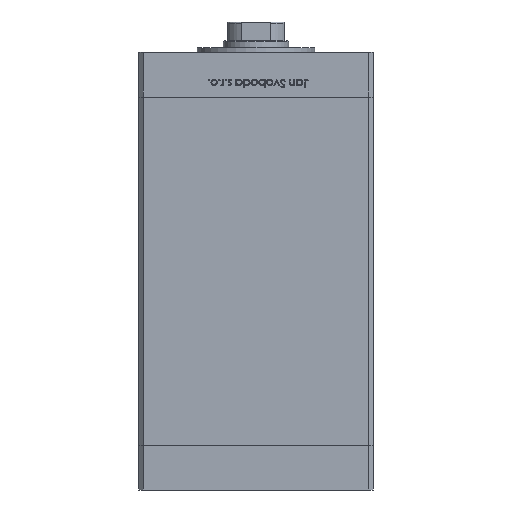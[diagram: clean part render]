
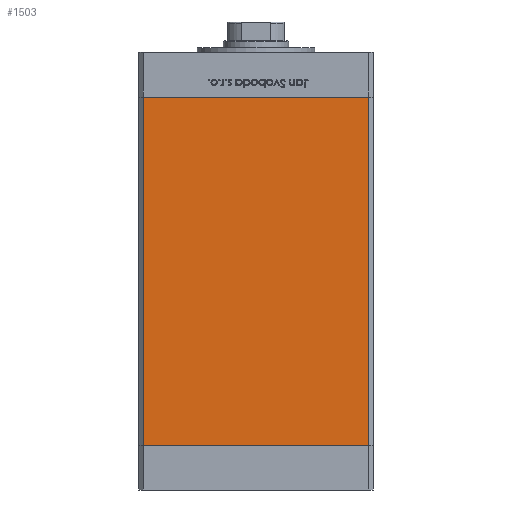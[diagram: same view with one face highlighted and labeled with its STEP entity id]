
A CAD part, front view. The second image highlights one B-rep face of the part: STEP entity #1503.
In plain terms, the highlighted planar face has unit normal (0, -1, 0).
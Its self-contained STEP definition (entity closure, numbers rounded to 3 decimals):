
#1053 = VERTEX_POINT ( 'NONE', #3790 ) ;
#1503 = ADVANCED_FACE ( 'NONE', ( #39871 ), #11132, .F. ) ;
#2697 = DIRECTION ( 'NONE',  ( 0., 0., -1. ) ) ;
#3722 = CARTESIAN_POINT ( 'NONE',  ( -48., -43.5, 148.5 ) ) ;
#3730 = DIRECTION ( 'NONE',  ( 0., 0., 1. ) ) ;
#3790 = CARTESIAN_POINT ( 'NONE',  ( 48., -43.5, 0. ) ) ;
#4630 = CARTESIAN_POINT ( 'NONE',  ( -48., -43.5, 148.5 ) ) ;
#7813 = LINE ( 'NONE', #4630, #21253 ) ;
#8233 = VECTOR ( 'NONE', #10237, 1000. ) ;
#8323 = DIRECTION ( 'NONE',  ( 1., 0., 0. ) ) ;
#9003 = EDGE_CURVE ( 'NONE', #11198, #1053, #29744, .T. ) ;
#10237 = DIRECTION ( 'NONE',  ( 1., 0., 0. ) ) ;
#10530 = CARTESIAN_POINT ( 'NONE',  ( 48., -43.5, 148.5 ) ) ;
#10936 = ORIENTED_EDGE ( 'NONE', *, *, #9003, .T. ) ;
#11132 = PLANE ( 'NONE',  #25230 ) ;
#11198 = VERTEX_POINT ( 'NONE', #41322 ) ;
#17729 = VERTEX_POINT ( 'NONE', #30623 ) ;
#21253 = VECTOR ( 'NONE', #8323, 1000. ) ;
#22734 = LINE ( 'NONE', #38834, #48455 ) ;
#24243 = ORIENTED_EDGE ( 'NONE', *, *, #43755, .F. ) ;
#25230 = AXIS2_PLACEMENT_3D ( 'NONE', #39615, #43046, #3730 ) ;
#26861 = DIRECTION ( 'NONE',  ( 0., 0., -1. ) ) ;
#29744 = LINE ( 'NONE', #34226, #8233 ) ;
#30623 = CARTESIAN_POINT ( 'NONE',  ( 48., -43.5, 148.5 ) ) ;
#31197 = EDGE_LOOP ( 'NONE', ( #10936, #24243, #31663, #34563 ) ) ;
#31663 = ORIENTED_EDGE ( 'NONE', *, *, #51592, .F. ) ;
#34226 = CARTESIAN_POINT ( 'NONE',  ( -48., -43.5, 0. ) ) ;
#34563 = ORIENTED_EDGE ( 'NONE', *, *, #34576, .T. ) ;
#34576 = EDGE_CURVE ( 'NONE', #37772, #11198, #22734, .T. ) ;
#37772 = VERTEX_POINT ( 'NONE', #3722 ) ;
#38834 = CARTESIAN_POINT ( 'NONE',  ( -48., -43.5, 148.5 ) ) ;
#39615 = CARTESIAN_POINT ( 'NONE',  ( -48., -43.5, 148.5 ) ) ;
#39871 = FACE_OUTER_BOUND ( 'NONE', #31197, .T. ) ;
#41322 = CARTESIAN_POINT ( 'NONE',  ( -48., -43.5, 0. ) ) ;
#43046 = DIRECTION ( 'NONE',  ( 0., 1., 0. ) ) ;
#43755 = EDGE_CURVE ( 'NONE', #17729, #1053, #50620, .T. ) ;
#46305 = VECTOR ( 'NONE', #26861, 1000. ) ;
#48455 = VECTOR ( 'NONE', #2697, 1000. ) ;
#50620 = LINE ( 'NONE', #10530, #46305 ) ;
#51592 = EDGE_CURVE ( 'NONE', #37772, #17729, #7813, .T. ) ;
